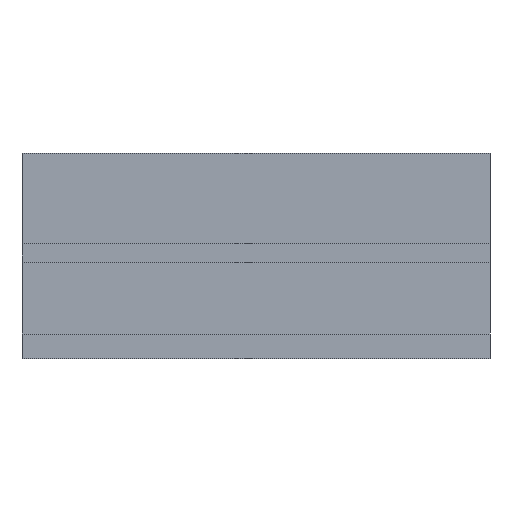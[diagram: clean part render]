
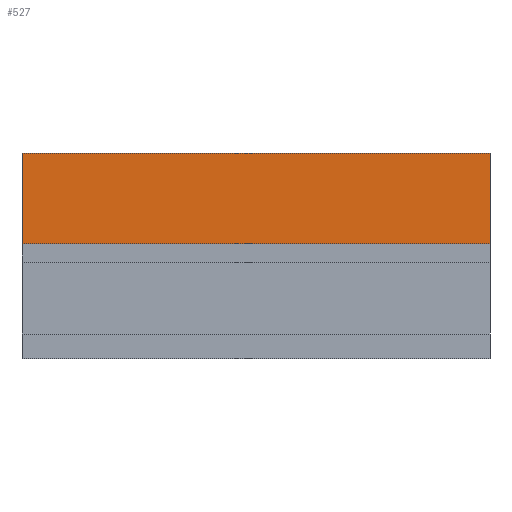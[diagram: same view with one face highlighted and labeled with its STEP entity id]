
A CAD part, left-side view. The second image highlights one B-rep face of the part: STEP entity #527.
In plain terms, the highlighted planar face has unit normal (-1, 0, 0).
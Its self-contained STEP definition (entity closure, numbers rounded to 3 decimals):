
#263 = VERTEX_POINT('',#264);
#264 = CARTESIAN_POINT('',(0.,0.,33.));
#270 = EDGE_CURVE('',#271,#263,#273,.T.);
#271 = VERTEX_POINT('',#272);
#272 = CARTESIAN_POINT('',(0.,0.,18.5));
#273 = LINE('',#274,#275);
#274 = CARTESIAN_POINT('',(0.,0.,4.));
#275 = VECTOR('',#276,1.);
#276 = DIRECTION('',(0.,0.,1.));
#336 = VERTEX_POINT('',#337);
#337 = CARTESIAN_POINT('',(0.,75.,18.5));
#343 = EDGE_CURVE('',#336,#344,#346,.T.);
#344 = VERTEX_POINT('',#345);
#345 = CARTESIAN_POINT('',(0.,75.,33.));
#346 = LINE('',#347,#348);
#347 = CARTESIAN_POINT('',(0.,75.,4.));
#348 = VECTOR('',#349,1.);
#349 = DIRECTION('',(0.,0.,1.));
#517 = EDGE_CURVE('',#336,#271,#518,.T.);
#518 = LINE('',#519,#520);
#519 = CARTESIAN_POINT('',(0.,75.,18.5));
#520 = VECTOR('',#521,1.);
#521 = DIRECTION('',(0.,-1.,0.));
#527 = ADVANCED_FACE('',(#528),#539,.T.);
#528 = FACE_BOUND('',#529,.T.);
#529 = EDGE_LOOP('',(#530,#531,#532,#538));
#530 = ORIENTED_EDGE('',*,*,#517,.T.);
#531 = ORIENTED_EDGE('',*,*,#270,.T.);
#532 = ORIENTED_EDGE('',*,*,#533,.T.);
#533 = EDGE_CURVE('',#263,#344,#534,.T.);
#534 = LINE('',#535,#536);
#535 = CARTESIAN_POINT('',(0.,0.,33.));
#536 = VECTOR('',#537,1.);
#537 = DIRECTION('',(0.,1.,0.));
#538 = ORIENTED_EDGE('',*,*,#343,.F.);
#539 = PLANE('',#540);
#540 = AXIS2_PLACEMENT_3D('',#541,#542,#543);
#541 = CARTESIAN_POINT('',(0.,0.,4.));
#542 = DIRECTION('',(-1.,0.,0.));
#543 = DIRECTION('',(0.,1.,0.));
